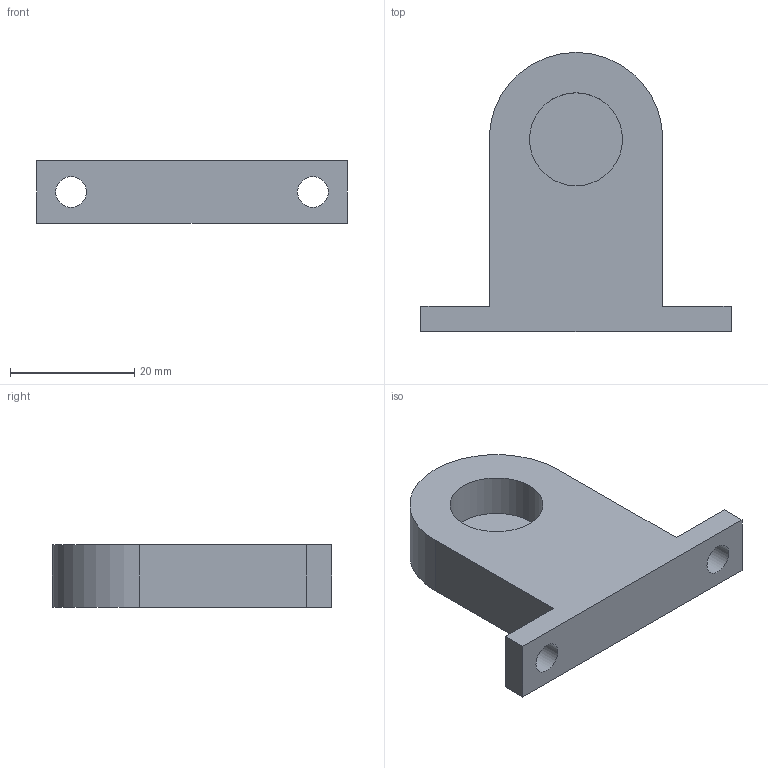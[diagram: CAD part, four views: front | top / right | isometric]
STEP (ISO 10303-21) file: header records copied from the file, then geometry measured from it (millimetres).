
FILE_DESCRIPTION(/* description */ (''),/* implementation_level */ '2;1');
FILE_NAME(/* name */ 'soporte_para_engrane_ipt_847272bd.STEP',/* time_stamp */ '2021-02-07T23:08:49-06:00',/* author */ ('jaime'),/* organization */ (''),/* preprocessor_version */ 'ST-DEVELOPER v18.1',/* originating_system */ 'Autodesk Inventor 2021',/* authorisation */ '');
FILE_SCHEMA (('AUTOMOTIVE_DESIGN { 1 0 10303 214 3 1 1 }'));
Length unit declared in the file: millimetre
Products named in the file (1): sopoetellantas
Bounding box: 50 x 44.99 x 10 mm (x, y, z)
Volume: 11250.8 mm3; surface area: 4687.4 mm2
Topology: 1 solids, 1 shells, 14 faces, 37 edges, 26 vertices
Faces by surface type: plane 10, cylinder 4
Full cylindrical faces by diameter (mm): 5 x2, 15 x1
Entity records: 494 total; most frequent: DIRECTION 79, CARTESIAN_POINT 78, ORIENTED_EDGE 74, EDGE_CURVE 37, AXIS2_PLACEMENT_3D 27, VERTEX_POINT 26, LINE 25, VECTOR 25
